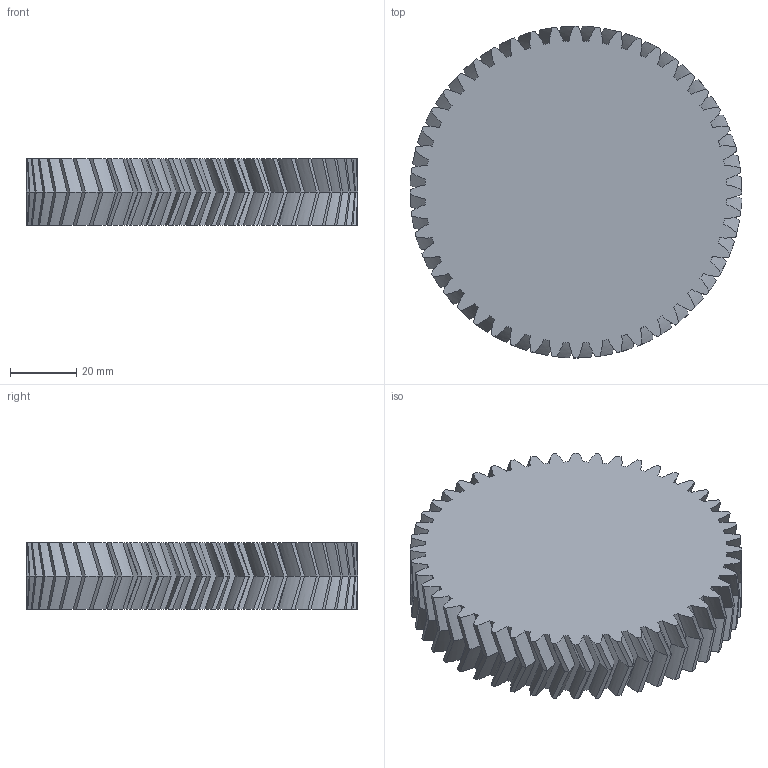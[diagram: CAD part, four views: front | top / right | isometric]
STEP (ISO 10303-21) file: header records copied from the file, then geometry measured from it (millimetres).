
FILE_DESCRIPTION(/* description */ ('STEP AP242','CAx-IF Rec.Pracs.---Representation and Presentation of Product Manufacturing Information (PMI)---4.0---2014-10-13','CAx-IF Rec.Pracs.---3D Tessellated Geometry---0.4---2014-09-14','2;1'),/* implementation_level */ '2;1');
FILE_NAME(/* name */ '679e91759356253acae6c7c8',/* time_stamp */ '2025-02-01T21:26:15Z',/* author */ (''),/* organization */ (''),/* preprocessor_version */ 'ST-DEVELOPER v20',/* originating_system */ 'ONSHAPE BY PTC INC, 1.193',/* authorisation */ ' ');
FILE_SCHEMA (('AP242_MANAGED_MODEL_BASED_3D_ENGINEERING_MIM_LF { 1 0 10303 442 1 1 4 }'));
Length unit declared in the file: metre
Products named in the file (1): Helical 2M 48T
Bounding box: 99.99 x 99.99 x 20 mm (x, y, z)
Volume: 143194.2 mm3; surface area: 26917.2 mm2
Topology: 1 solids, 1 shells, 338 faces, 912 edges, 576 vertices
Faces by surface type: bspline 288, cylinder 48, plane 2
Entity records: 24574 total; most frequent: CARTESIAN_POINT 18915, ORIENTED_EDGE 1824, EDGE_CURVE 912, VERTEX_POINT 576, DIRECTION 438, EDGE_LOOP 338, FACE_BOUND 338, ADVANCED_FACE 338
